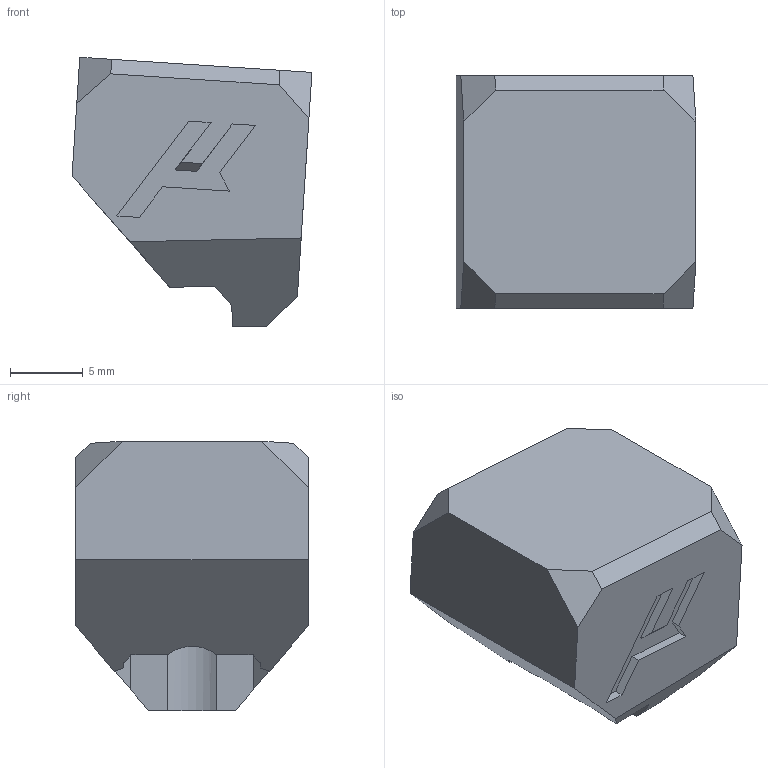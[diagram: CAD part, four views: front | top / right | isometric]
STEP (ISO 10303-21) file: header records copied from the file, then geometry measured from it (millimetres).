
FILE_DESCRIPTION(/* description */ (''),/* implementation_level */ '2;1');
FILE_NAME(/* name */ 'Micron_Cube_head.step',/* time_stamp */ '2025-09-09T14:15:28-07:00',/* author */ (''),/* organization */ (''),/* preprocessor_version */ 'ST-DEVELOPER v20.1',/* originating_system */ 'Autodesk Translation Framework v14.10.0.0',/* authorisation */ '');
FILE_SCHEMA (('AUTOMOTIVE_DESIGN { 1 0 10303 214 3 1 1 }'));
Length unit declared in the file: millimetre
Products named in the file (1): Micron_Cube_head
Bounding box: 16.5 x 16 x 18.54 mm (x, y, z)
Volume: 2947 mm3; surface area: 1637.1 mm2
Topology: 1 solids, 1 shells, 102 faces, 287 edges, 191 vertices
Faces by surface type: plane 86, cylinder 6, bspline 5, cone 5
Entity records: 4830 total; most frequent: CARTESIAN_POINT 2180, ORIENTED_EDGE 574, DIRECTION 487, EDGE_CURVE 287, LINE 241, VECTOR 241, VERTEX_POINT 191, AXIS2_PLACEMENT_3D 123
